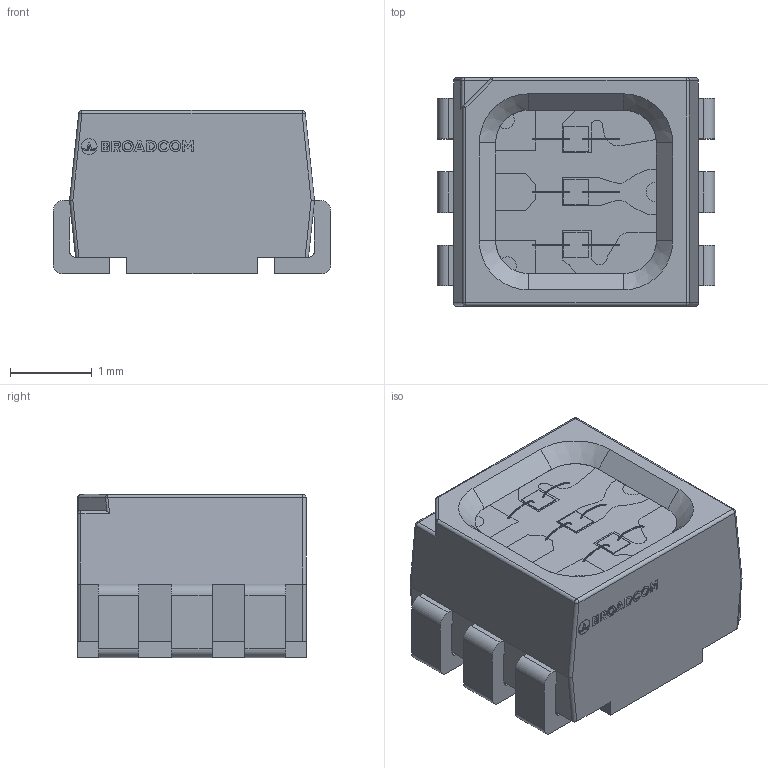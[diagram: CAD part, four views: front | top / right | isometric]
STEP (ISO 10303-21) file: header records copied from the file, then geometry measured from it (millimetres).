
FILE_DESCRIPTION(/* description */ (''),/* implementation_level */ '2;1');
FILE_NAME(/* name */ 'Broadcom ASMT-YTD7-0AA02.stp',/* time_stamp */ '2020-04-09T17:49:51-04:00',/* author */ ('Alxs'),/* organization */ (''),/* preprocessor_version */ 'ST-DEVELOPER v18',/* originating_system */ 'Autodesk Inventor 2020',/* authorisation */ '');
FILE_SCHEMA (('AUTOMOTIVE_DESIGN { 1 0 10303 214 3 1 1 }'));
Length unit declared in the file: millimetre
Products named in the file (9): Ensamblaje5; Pieza28; Pieza29; Pieza30; Pieza31; Pieza32; Pieza34; Pieza35; Pieza37
Assembly tree (8 placements, depth 2):
  Ensamblaje5
    Pieza28
    Pieza29
    Pieza30
    Pieza31
    Pieza32
    Pieza34
    Pieza35
    Pieza37
Bounding box: 3.4 x 2.8 x 2 mm (x, y, z)
Volume: 15.4 mm3; surface area: 55.3 mm2
Topology: 32 solids, 32 shells, 382 faces, 923 edges, 606 vertices
Faces by surface type: plane 230, bspline 80, cylinder 62, sphere 6, cone 4
Entity records: 12685 total; most frequent: CARTESIAN_POINT 3196, ORIENTED_EDGE 1846, DIRECTION 1691, EDGE_CURVE 923, LINE 629, VECTOR 629, VERTEX_POINT 606, AXIS2_PLACEMENT_3D 531
